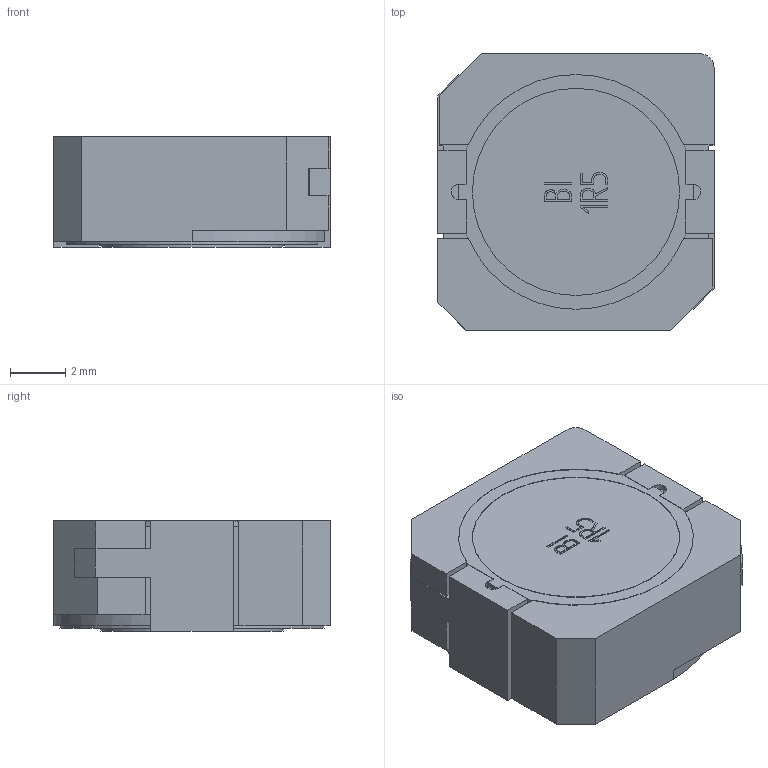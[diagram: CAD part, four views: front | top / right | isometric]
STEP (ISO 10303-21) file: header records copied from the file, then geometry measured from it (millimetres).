
FILE_DESCRIPTION(/* description */ ('Unknown'),/* implementation_level */ '2;1');
FILE_NAME(/* name */ 'HM66M-84XXXLF',/* time_stamp */ '2021-12-21T11:24:23+08:00',/* author */ ('Unknown'),/* organization */ ('Unknown'),/* preprocessor_version */ 'ST-DEVELOPER v16.7',/* originating_system */ 'Solid Edge',/* authorisation */ 'Unknown');
FILE_SCHEMA (('AUTOMOTIVE_DESIGN {1 0 10303 214 3 1 1}'));
Length unit declared in the file: millimetre
Products named in the file (1): HM66M-84SERIES
Bounding box: 10 x 10 x 4 mm (x, y, z)
Volume: 375.9 mm3; surface area: 350.3 mm2
Topology: 1 solids, 1 shells, 144 faces, 380 edges, 248 vertices
Faces by surface type: plane 114, cylinder 17, bspline 13
Full cylindrical faces by diameter (mm): 6.6 x1, 7.5 x1
Entity records: 5691 total; most frequent: CARTESIAN_POINT 1219, ORIENTED_EDGE 754, DIRECTION 624, EDGE_CURVE 377, LINE 284, VECTOR 284, VERTEX_POINT 247, AXIS2_PLACEMENT_3D 170
